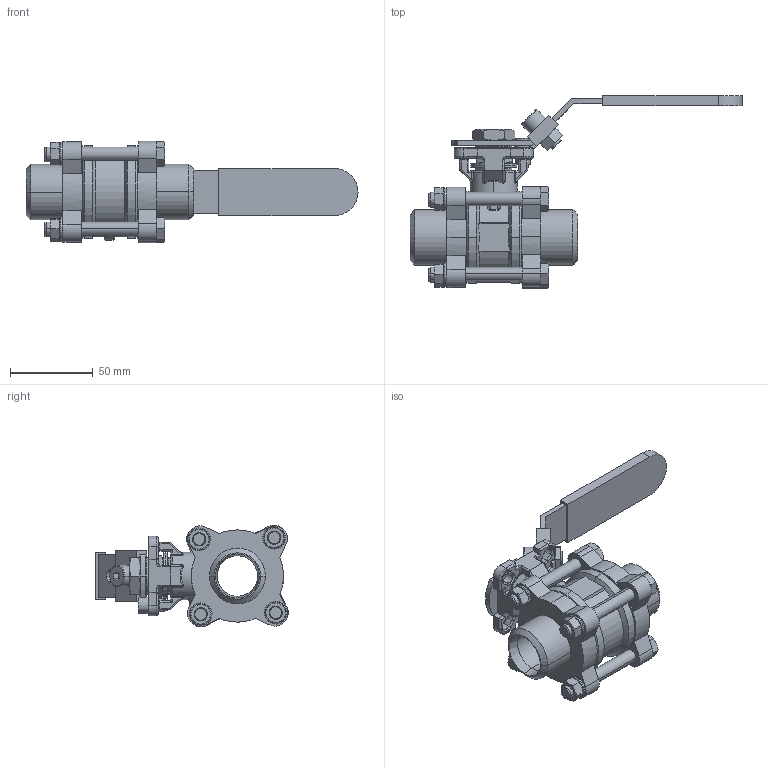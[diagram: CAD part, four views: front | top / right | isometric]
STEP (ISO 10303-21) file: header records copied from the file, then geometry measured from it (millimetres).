
FILE_DESCRIPTION (( 'STEP AP214' ), '1' );
FILE_NAME ('3700-10BW.STEP', '2017-06-21T03:41:43', ( 'rd3' ), ( '' ), 'SwSTEP 2.0', 'SolidWorks 2014', '' );
FILE_SCHEMA (( 'AUTOMOTIVE_DESIGN' ));
Length unit declared in the file: millimetre
Products named in the file (25): 3503-10; 307-10; 305BR4-10-NEW; 307140-10; 3071R1-10_123; M8; 3550-14; 3700-10BW; 307013-10; 307130-10; 3T44-10; 3T15-F96S; 3T17-10; 3T10-10; 2108-14; 0016W56S; 001756S; 3118-06_3118-06; PB08-2A; 3507-14; 3T05-10; 1204-14; E5MM-M06; 35T606-10; 2D20-30
Assembly tree (38 placements, depth 3):
  3700-10BW
    3071R1-10_123
    305BR4-10-NEW  x2
    3503-10  x2
    35T606-10  x2
    1204-14
    3T05-10
    3507-14
    PB08-2A
    3118-06_3118-06  x4
    001756S  x4
    0016W56S  x4
    2108-14
    3T10-10  x2
    3T17-10
    3T15-F96S  x2
    3T44-10
    307-10
      307130-10
      307013-10
      3550-14
      M8
      307140-10
    2D20-30
    E5MM-M06
Bounding box: 200.51 x 116.32 x 61.46 mm (x, y, z)
Volume: 198214.7 mm3; surface area: 114485.4 mm2
Topology: 38 solids, 38 shells, 1040 faces, 2491 edges, 1527 vertices
Faces by surface type: cylinder 365, plane 365, cone 159, torus 103, bspline 42, sphere 6
Entity records: 26640 total; most frequent: CARTESIAN_POINT 8345, DIRECTION 3685, ORIENTED_EDGE 3560, EDGE_CURVE 1780, AXIS2_PLACEMENT_3D 1430, VERTEX_POINT 1089, VECTOR 825, LINE 825
